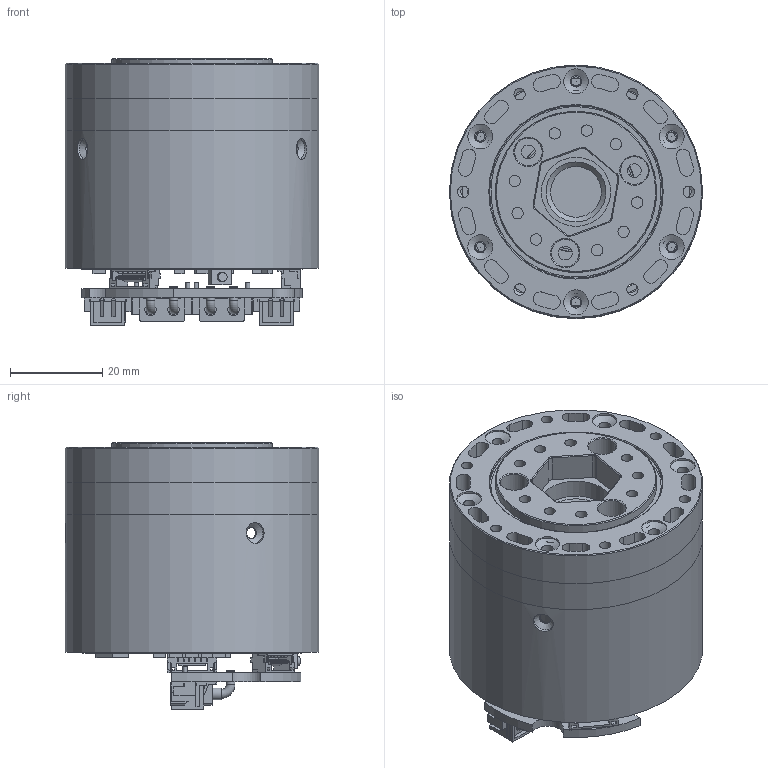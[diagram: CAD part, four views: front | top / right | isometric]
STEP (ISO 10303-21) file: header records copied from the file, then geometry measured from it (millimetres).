
FILE_DESCRIPTION(/* description */ (''),/* implementation_level */ '2;1');
FILE_NAME(/* name */ 'VBDrive3410-10-nolid-dummie.stp',/* time_stamp */ '2026-01-22T21:56:39+03:00',/* author */ ('Kostic'),/* organization */ (''),/* preprocessor_version */ 'ST-DEVELOPER v20.1',/* originating_system */ 'Autodesk Inventor 2026',/* authorisation */ '');
FILE_SCHEMA (('AUTOMOTIVE_DESIGN { 1 0 10303 214 3 1 1 }'));
Length unit declared in the file: millimetre
Products named in the file (14): VBDrive3410-10-nolid-dummie; motor-back-v4310-10; subring; isence-vout2; bearing-35x44x5; isens-cover; driver-with-connectors; i43-driver; SM06B-GHS-TB; top-pcb; connectors-hat; top-pcb-cut; Amass_XT30PW-M_pcb; JST - XH - SMD R - 2Pin - 2.54mm
Assembly tree (16 placements, depth 4):
  VBDrive3410-10-nolid-dummie
    motor-back-v4310-10
    subring
    isence-vout2
    bearing-35x44x5
    isens-cover
    driver-with-connectors
      i43-driver
        SM06B-GHS-TB  x2
        top-pcb
      connectors-hat
        top-pcb-cut
        Amass_XT30PW-M_pcb  x2
        JST - XH - SMD R - 2Pin - 2.54mm  x2
Bounding box: 55 x 55 x 57.84 mm (x, y, z)
Volume: 42906 mm3; surface area: 46789.2 mm2
Topology: 29 solids, 29 shells, 1942 faces, 5185 edges, 3420 vertices
Faces by surface type: plane 1404, cylinder 390, bspline 86, cone 58, torus 4
Full cylindrical faces by diameter (mm): 0.9 x8, 1 x10, 1.3 x3, 1.5 x4, 1.567 x6, 1.9 x4, 2 x1, 2.013 x13, 2.459 x21, 2.5 x19, 3 x3, 4 x3, 4.5 x3, 5.4 x12, 6 x3, 8 x1, 10 x1, 14 x1, 15 x2, 17 x1, 26 x1, 32.5 x1, 34 x1, 35 x2, 37 x3, 37.5 x2, 40 x2, 42 x2, 44 x3, 44.5 x1
Entity records: 43312 total; most frequent: CARTESIAN_POINT 9629, ORIENTED_EDGE 6684, DIRECTION 6555, EDGE_CURVE 3342, LINE 2417, VECTOR 2417, VERTEX_POINT 2208, AXIS2_PLACEMENT_3D 2069
